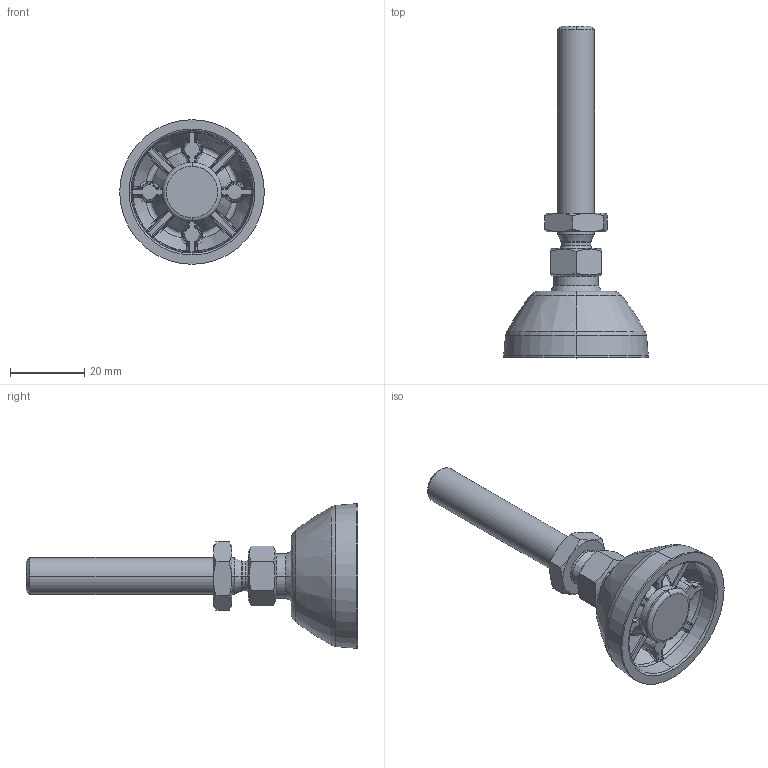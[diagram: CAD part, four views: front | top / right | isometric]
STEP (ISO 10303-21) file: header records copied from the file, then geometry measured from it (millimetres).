
FILE_DESCRIPTION (( 'STEP AP214' ), '1' );
FILE_NAME ('BASE00H2412-Pied D40, M10x90, noir.step', '2023-03-24T09:24:22', ( 'Altae' ), ( '' ), 'SwSTEP 2.0', 'SolidWorks 2021', '' );
FILE_SCHEMA (( 'AUTOMOTIVE_DESIGN' ));
Length unit declared in the file: millimetre
Products named in the file (4): 03^BASE00H2412-Pied D40, M10x90, noir; 01^BASE00H2412-Pied D40, M10x90, noir; BASE00H2412-Pied D40, M10x90, noir; 02^BASE00H2412-Pied D40, M10x90, noir
Assembly tree (3 placements, depth 2):
  BASE00H2412-Pied D40, M10x90, noir
    01^BASE00H2412-Pied D40, M10x90, noir
    02^BASE00H2412-Pied D40, M10x90, noir
    03^BASE00H2412-Pied D40, M10x90, noir
Bounding box: 39 x 89.5 x 39 mm (x, y, z)
Volume: 18360.5 mm3; surface area: 9356.7 mm2
Topology: 3 solids, 3 shells, 416 faces, 973 edges, 546 vertices
Faces by surface type: bspline 265, plane 57, cone 56, cylinder 38
Entity records: 18132 total; most frequent: CARTESIAN_POINT 10497, ORIENTED_EDGE 1898, DIRECTION 1100, EDGE_CURVE 949, VERTEX_POINT 546, AXIS2_PLACEMENT_3D 479, B_SPLINE_CURVE_WITH_KNOTS 472, EDGE_LOOP 425
